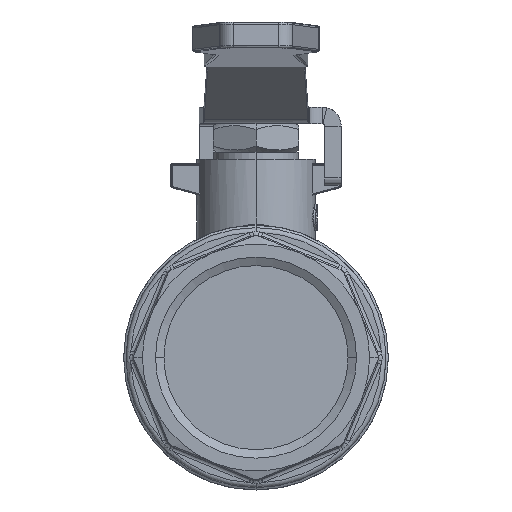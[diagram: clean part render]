
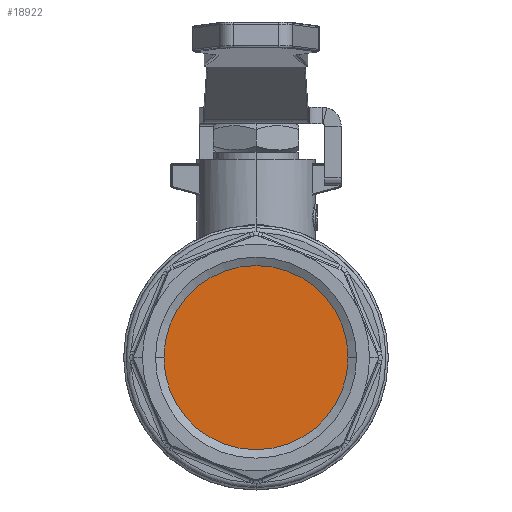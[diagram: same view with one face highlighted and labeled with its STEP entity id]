
A CAD part, front view. The second image highlights one B-rep face of the part: STEP entity #18922.
In plain terms, the highlighted planar face has unit normal (0, -1, 0).
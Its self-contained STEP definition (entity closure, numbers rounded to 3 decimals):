
#10614=CARTESIAN_POINT('',(19.477,-24.5,-0.));
#10615=VERTEX_POINT('',#10614);
#10631=CARTESIAN_POINT('',(-19.477,-24.5,0.));
#10632=VERTEX_POINT('',#10631);
#10639=CARTESIAN_POINT('',(0.,-24.5,0.));
#10640=DIRECTION('',(0.,-1.,0.));
#10641=DIRECTION('',(1.,0.,-0.));
#10642=AXIS2_PLACEMENT_3D('',#10639,#10640,#10641);
#10643=CIRCLE('',#10642,19.477);
#10644=EDGE_CURVE('',#10615,#10632,#10643,.T.);
#18841=CARTESIAN_POINT('',(0.,-24.5,0.));
#18842=DIRECTION('',(0.,-1.,0.));
#18843=DIRECTION('',(1.,0.,-0.));
#18844=AXIS2_PLACEMENT_3D('',#18841,#18842,#18843);
#18845=CIRCLE('',#18844,19.477);
#18846=EDGE_CURVE('',#10632,#10615,#18845,.T.);
#18913=CARTESIAN_POINT('',(17.238,-24.5,-0.));
#18914=DIRECTION('',(0.,-1.,0.));
#18915=DIRECTION('',(1.,0.,-0.));
#18916=AXIS2_PLACEMENT_3D('',#18913,#18914,#18915);
#18917=PLANE('',#18916);
#18918=ORIENTED_EDGE('',*,*,#18846,.T.);
#18919=ORIENTED_EDGE('',*,*,#10644,.T.);
#18920=EDGE_LOOP('',(#18918,#18919));
#18921=FACE_BOUND('',#18920,.T.);
#18922=ADVANCED_FACE('',(#18921),#18917,.T.);
